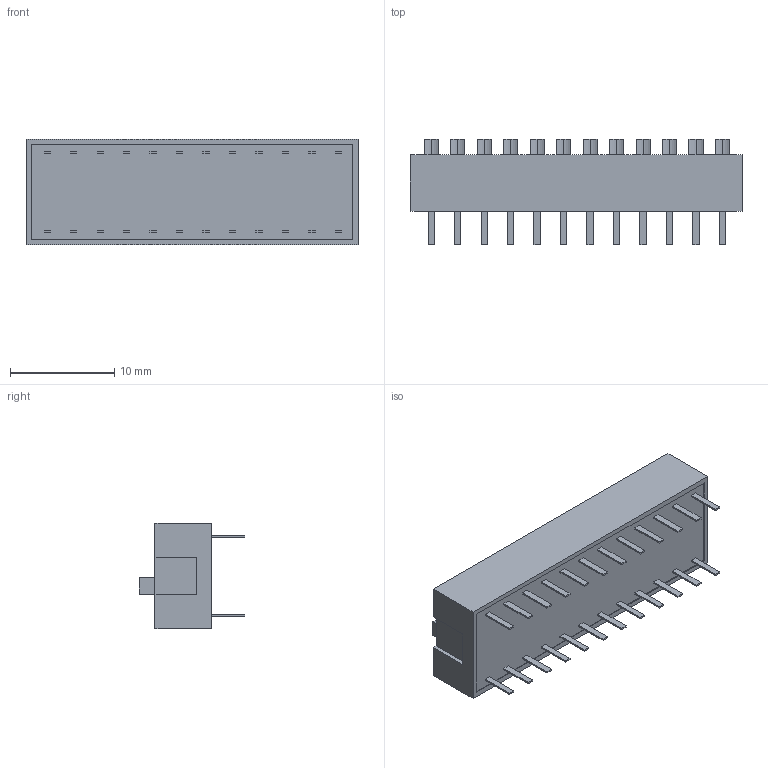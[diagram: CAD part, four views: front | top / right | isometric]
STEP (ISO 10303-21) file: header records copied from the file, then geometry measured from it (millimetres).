
FILE_DESCRIPTION (( 'STEP AP214' ), '1' );
FILE_NAME ('User Library-DIPSWITCH12.STEP', '2010-07-18T05:04:00', ( 'sysAdmin' ), ( 'SolidWorks' ), 'SwSTEP 2.0', 'SolidWorks 2010', '' );
FILE_SCHEMA (( 'AUTOMOTIVE_DESIGN' ));
Length unit declared in the file: millimetre
Products named in the file (1): User Library-DIPSWITCH12
Bounding box: 31.84 x 10.1 x 10.16 mm (x, y, z)
Volume: 1730.8 mm3; surface area: 1454.1 mm2
Topology: 1 solids, 1 shells, 336 faces, 831 edges, 554 vertices
Faces by surface type: plane 267, cylinder 36, bspline 33
Entity records: 15198 total; most frequent: CARTESIAN_POINT 4329, ORIENTED_EDGE 1662, DIRECTION 1445, EDGE_CURVE 831, VECTOR 693, LINE 693, VERTEX_POINT 554, EDGE_LOOP 393
